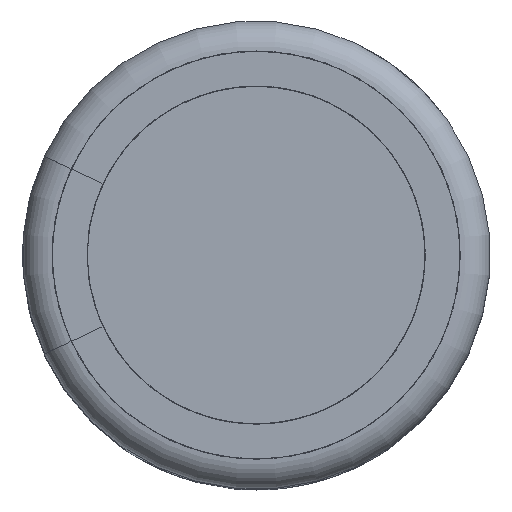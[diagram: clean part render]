
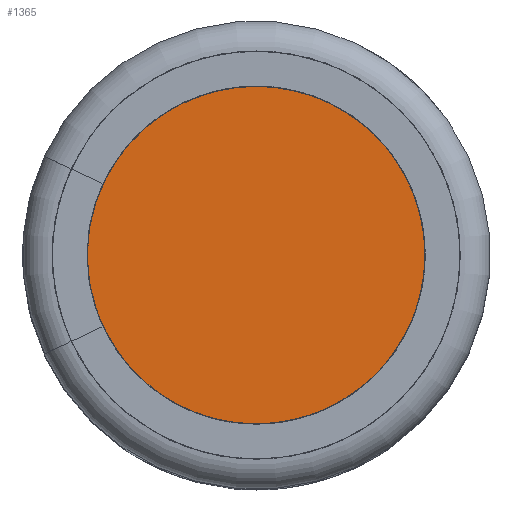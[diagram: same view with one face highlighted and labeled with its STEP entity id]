
A CAD part, top view. The second image highlights one B-rep face of the part: STEP entity #1365.
In plain terms, the highlighted planar face has unit normal (0, 0, 1).
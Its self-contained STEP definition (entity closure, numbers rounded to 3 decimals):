
#1365 = ADVANCED_FACE( '', ( #2873 ), #2874, .T. );
#2873 = FACE_OUTER_BOUND( '', #8225, .T. );
#2874 = PLANE( '', #8226 );
#8225 = EDGE_LOOP( '', ( #12357 ) );
#8226 = AXIS2_PLACEMENT_3D( '', #12358, #12359, #12360 );
#12357 = ORIENTED_EDGE( '', *, *, #14160, .F. );
#12358 = CARTESIAN_POINT( '', ( -4.362, 0., 12.5 ) );
#12359 = DIRECTION( '', ( 0., 0., 1. ) );
#12360 = DIRECTION( '', ( 1., 0., 0. ) );
#14160 = EDGE_CURVE( '', #16447, #16447, #16448, .T. );
#16447 = VERTEX_POINT( '', #20824 );
#16448 = CIRCLE( '', #20825, 4.362 );
#20824 = CARTESIAN_POINT( '', ( -4.362, 0., 12.5 ) );
#20825 = AXIS2_PLACEMENT_3D( '', #24523, #24524, #24525 );
#24523 = CARTESIAN_POINT( '', ( 0., 0., 12.5 ) );
#24524 = DIRECTION( '', ( 0., 0., -1. ) );
#24525 = DIRECTION( '', ( -1., 0., 0. ) );
